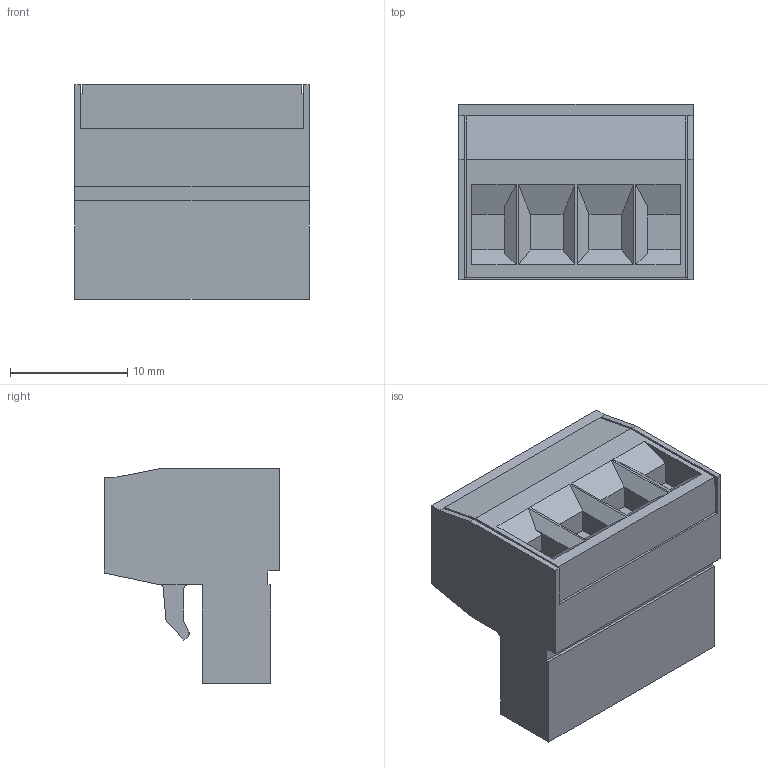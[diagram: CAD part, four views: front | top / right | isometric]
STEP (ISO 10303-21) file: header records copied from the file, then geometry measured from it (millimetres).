
FILE_DESCRIPTION((''),'2;1');
FILE_NAME('395200004','2015-02-05T',('ME'),(''),'PRO/ENGINEER BY PARAMETRIC TECHNOLOGY CORPORATION, 2011490','PRO/ENGINEER BY PARAMETRIC TECHNOLOGY CORPORATION, 2011490','');
FILE_SCHEMA(('CONFIG_CONTROL_DESIGN'));
Length unit declared in the file: inch
Products named in the file (1): 395200004
Bounding box: 19.99 x 14.99 x 18.29 mm (x, y, z)
Volume: 3520.2 mm3; surface area: 2211.1 mm2
Topology: 1 solids, 1 shells, 179 faces, 443 edges, 306 vertices
Faces by surface type: plane 141, cylinder 38
Entity records: 5262 total; most frequent: CARTESIAN_POINT 905, DIRECTION 879, ORIENTED_EDGE 862, EDGE_CURVE 431, VECTOR 367, LINE 367, VERTEX_POINT 282, AXIS2_PLACEMENT_3D 256
